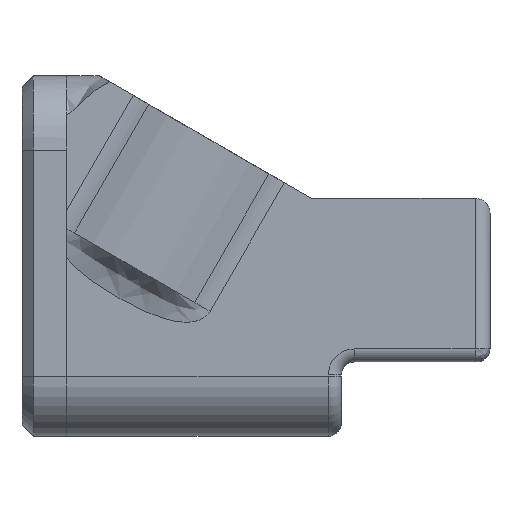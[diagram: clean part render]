
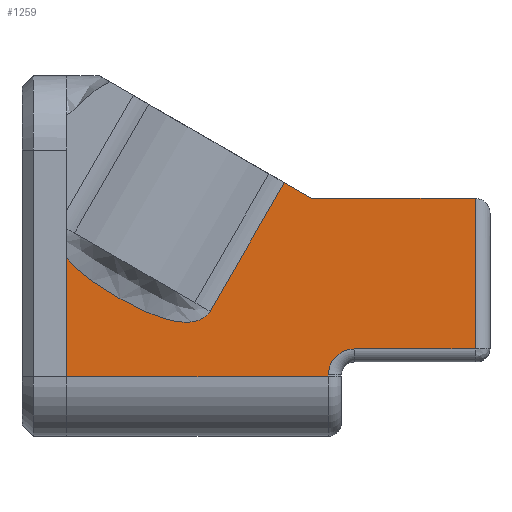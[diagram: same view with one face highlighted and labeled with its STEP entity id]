
A CAD part, left-side view. The second image highlights one B-rep face of the part: STEP entity #1259.
In plain terms, the highlighted planar face has unit normal (-1, 0, 0).
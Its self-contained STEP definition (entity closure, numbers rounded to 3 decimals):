
#33=B_SPLINE_CURVE_WITH_KNOTS('',3,(#2351,#2352,#2353,#2354,#2355,#2356,
#2357,#2358,#2359),.UNSPECIFIED.,.F.,.F.,(4,1,1,1,1,1,4),(-1.263,
-1.206,-1.128,-0.972,-0.894,
-0.856,-0.817),.UNSPECIFIED.);
#92=PLANE('',#1414);
#162=FACE_OUTER_BOUND('',#236,.T.);
#236=EDGE_LOOP('',(#1127,#1128,#1129,#1130,#1131,#1132,#1133,#1134,#1135,
#1136));
#309=CIRCLE('',#1410,0.7);
#349=LINE('',#2024,#451);
#359=LINE('',#2080,#461);
#366=LINE('',#2098,#468);
#393=LINE('',#2185,#495);
#404=LINE('',#2229,#506);
#405=LINE('',#2236,#507);
#408=LINE('',#2279,#510);
#411=LINE('',#2361,#513);
#451=VECTOR('',#1538,10.);
#461=VECTOR('',#1580,10.);
#468=VECTOR('',#1593,10.);
#495=VECTOR('',#1682,10.);
#506=VECTOR('',#1725,10.);
#507=VECTOR('',#1736,10.);
#510=VECTOR('',#1775,10.);
#513=VECTOR('',#1792,10.);
#558=VERTEX_POINT('',#2021);
#559=VERTEX_POINT('',#2023);
#569=VERTEX_POINT('',#2070);
#571=VERTEX_POINT('',#2078);
#579=VERTEX_POINT('',#2096);
#607=VERTEX_POINT('',#2182);
#608=VERTEX_POINT('',#2184);
#625=VERTEX_POINT('',#2227);
#626=VERTEX_POINT('',#2234);
#630=VERTEX_POINT('',#2278);
#693=EDGE_CURVE('',#559,#558,#349,.T.);
#712=EDGE_CURVE('',#569,#571,#359,.T.);
#720=EDGE_CURVE('',#579,#569,#366,.T.);
#763=EDGE_CURVE('',#607,#608,#393,.T.);
#785=EDGE_CURVE('',#625,#558,#404,.T.);
#789=EDGE_CURVE('',#626,#625,#405,.T.);
#803=EDGE_CURVE('',#571,#630,#408,.T.);
#805=EDGE_CURVE('',#630,#626,#309,.T.);
#810=EDGE_CURVE('',#559,#607,#33,.T.);
#811=EDGE_CURVE('',#608,#579,#411,.T.);
#1127=ORIENTED_EDGE('',*,*,#693,.T.);
#1128=ORIENTED_EDGE('',*,*,#785,.F.);
#1129=ORIENTED_EDGE('',*,*,#789,.F.);
#1130=ORIENTED_EDGE('',*,*,#805,.F.);
#1131=ORIENTED_EDGE('',*,*,#803,.F.);
#1132=ORIENTED_EDGE('',*,*,#712,.F.);
#1133=ORIENTED_EDGE('',*,*,#720,.F.);
#1134=ORIENTED_EDGE('',*,*,#811,.F.);
#1135=ORIENTED_EDGE('',*,*,#763,.F.);
#1136=ORIENTED_EDGE('',*,*,#810,.F.);
#1259=ADVANCED_FACE('',(#162),#92,.T.);
#1410=AXIS2_PLACEMENT_3D('',#2282,#1780,#1781);
#1414=AXIS2_PLACEMENT_3D('',#2360,#1790,#1791);
#1538=DIRECTION('',(0.,0.,-1.));
#1580=DIRECTION('',(0.,0.,-1.));
#1593=DIRECTION('',(0.,-1.,0.));
#1682=DIRECTION('',(0.,-0.5,0.866));
#1725=DIRECTION('',(0.,1.,0.));
#1736=DIRECTION('',(0.,0.,-1.));
#1775=DIRECTION('',(0.,1.,0.));
#1780=DIRECTION('center_axis',(-1.,0.,0.));
#1781=DIRECTION('ref_axis',(0.,0.707,0.707));
#1790=DIRECTION('center_axis',(-1.,0.,0.));
#1791=DIRECTION('ref_axis',(0.,0.,1.));
#1792=DIRECTION('',(0.,-0.866,-0.5));
#2021=CARTESIAN_POINT('',(13.68,25.844,28.249));
#2023=CARTESIAN_POINT('',(13.68,25.844,31.453));
#2024=CARTESIAN_POINT('',(13.68,25.844,30.175));
#2070=CARTESIAN_POINT('',(13.68,14.844,33.049));
#2078=CARTESIAN_POINT('',(13.68,14.844,28.999));
#2080=CARTESIAN_POINT('',(13.68,14.844,29.199));
#2096=CARTESIAN_POINT('',(13.68,19.244,33.049));
#2098=CARTESIAN_POINT('',(13.68,19.244,33.049));
#2182=CARTESIAN_POINT('',(13.68,21.98,30.01));
#2184=CARTESIAN_POINT('',(13.68,19.98,33.474));
#2185=CARTESIAN_POINT('',(13.68,20.98,31.742));
#2227=CARTESIAN_POINT('',(13.68,18.794,28.249));
#2229=CARTESIAN_POINT('',(13.68,19.244,28.249));
#2234=CARTESIAN_POINT('',(13.68,18.794,28.299));
#2236=CARTESIAN_POINT('',(13.68,18.794,28.999));
#2278=CARTESIAN_POINT('',(13.68,18.094,28.999));
#2279=CARTESIAN_POINT('',(13.68,16.844,28.999));
#2282=CARTESIAN_POINT('Origin',(13.68,18.094,28.299));
#2351=CARTESIAN_POINT('Ctrl Pts',(13.68,25.844,31.453));
#2352=CARTESIAN_POINT('Ctrl Pts',(13.68,25.725,31.302));
#2353=CARTESIAN_POINT('Ctrl Pts',(13.68,25.394,30.987));
#2354=CARTESIAN_POINT('Ctrl Pts',(13.68,24.595,30.44));
#2355=CARTESIAN_POINT('Ctrl Pts',(13.68,23.683,29.939));
#2356=CARTESIAN_POINT('Ctrl Pts',(13.68,22.798,29.689));
#2357=CARTESIAN_POINT('Ctrl Pts',(13.68,22.269,29.74));
#2358=CARTESIAN_POINT('Ctrl Pts',(13.68,22.045,29.898));
#2359=CARTESIAN_POINT('Ctrl Pts',(13.68,21.98,30.01));
#2360=CARTESIAN_POINT('Origin',(13.68,19.244,28.349));
#2361=CARTESIAN_POINT('',(13.68,19.754,33.343));
